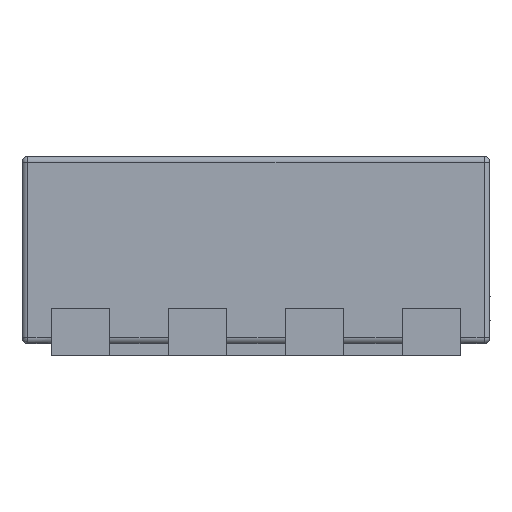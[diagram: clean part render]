
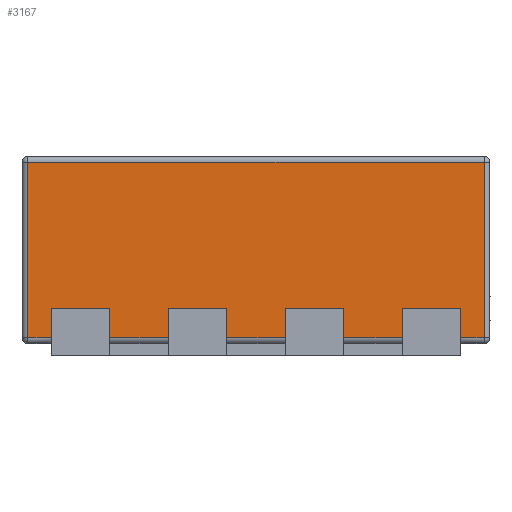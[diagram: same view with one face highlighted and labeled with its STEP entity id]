
A CAD part, front view. The second image highlights one B-rep face of the part: STEP entity #3167.
In plain terms, the highlighted planar face has unit normal (0, -1, 0).
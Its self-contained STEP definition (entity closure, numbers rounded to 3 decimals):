
#486=FACE_OUTER_BOUND('',#605,.T.);
#605=EDGE_LOOP('',(#2987,#2988,#2989,#2990,#2991,#2992,#2993,#2994,#2995,
#2996,#2997,#2998,#2999,#3000,#3001,#3002,#3003,#3004,#3005,#3006));
#696=LINE('',#5658,#939);
#730=LINE('',#5749,#973);
#732=LINE('',#5759,#975);
#758=LINE('',#5856,#1001);
#764=LINE('',#5884,#1007);
#765=LINE('',#5886,#1008);
#769=LINE('',#5903,#1012);
#771=LINE('',#5910,#1014);
#812=LINE('',#6011,#1055);
#813=LINE('',#6013,#1056);
#814=LINE('',#6014,#1057);
#822=LINE('',#6033,#1065);
#823=LINE('',#6035,#1066);
#824=LINE('',#6036,#1067);
#832=LINE('',#6055,#1075);
#833=LINE('',#6057,#1076);
#834=LINE('',#6058,#1077);
#842=LINE('',#6077,#1085);
#843=LINE('',#6079,#1086);
#844=LINE('',#6080,#1087);
#939=VECTOR('',#3499,10.);
#973=VECTOR('',#3559,10.);
#975=VECTOR('',#3569,10.);
#1001=VECTOR('',#3667,10.);
#1007=VECTOR('',#3707,10.);
#1008=VECTOR('',#3710,10.);
#1012=VECTOR('',#3734,10.);
#1014=VECTOR('',#3742,10.);
#1055=VECTOR('',#3855,10.);
#1056=VECTOR('',#3856,10.);
#1057=VECTOR('',#3857,10.);
#1065=VECTOR('',#3877,10.);
#1066=VECTOR('',#3878,10.);
#1067=VECTOR('',#3879,10.);
#1075=VECTOR('',#3899,10.);
#1076=VECTOR('',#3900,10.);
#1077=VECTOR('',#3901,10.);
#1085=VECTOR('',#3921,10.);
#1086=VECTOR('',#3922,10.);
#1087=VECTOR('',#3923,10.);
#1373=VERTEX_POINT('',#5655);
#1374=VERTEX_POINT('',#5657);
#1417=VERTEX_POINT('',#5746);
#1418=VERTEX_POINT('',#5748);
#1421=VERTEX_POINT('',#5756);
#1422=VERTEX_POINT('',#5758);
#1450=VERTEX_POINT('',#5827);
#1455=VERTEX_POINT('',#5845);
#1456=VERTEX_POINT('',#5850);
#1462=VERTEX_POINT('',#5879);
#1465=VERTEX_POINT('',#5901);
#1466=VERTEX_POINT('',#5906);
#1491=VERTEX_POINT('',#6010);
#1492=VERTEX_POINT('',#6012);
#1497=VERTEX_POINT('',#6032);
#1498=VERTEX_POINT('',#6034);
#1503=VERTEX_POINT('',#6054);
#1504=VERTEX_POINT('',#6056);
#1509=VERTEX_POINT('',#6076);
#1510=VERTEX_POINT('',#6078);
#1794=EDGE_CURVE('',#1373,#1374,#696,.T.);
#1839=EDGE_CURVE('',#1417,#1418,#730,.T.);
#1844=EDGE_CURVE('',#1421,#1422,#732,.T.);
#1895=EDGE_CURVE('',#1456,#1450,#758,.T.);
#1911=EDGE_CURVE('',#1455,#1462,#764,.T.);
#1912=EDGE_CURVE('',#1462,#1456,#765,.T.);
#1920=EDGE_CURVE('',#1465,#1455,#769,.T.);
#1924=EDGE_CURVE('',#1450,#1466,#771,.T.);
#1970=EDGE_CURVE('',#1491,#1466,#812,.T.);
#1971=EDGE_CURVE('',#1492,#1491,#813,.T.);
#1972=EDGE_CURVE('',#1373,#1492,#814,.T.);
#1981=EDGE_CURVE('',#1497,#1374,#822,.T.);
#1982=EDGE_CURVE('',#1498,#1497,#823,.T.);
#1983=EDGE_CURVE('',#1417,#1498,#824,.T.);
#1992=EDGE_CURVE('',#1503,#1418,#832,.T.);
#1993=EDGE_CURVE('',#1504,#1503,#833,.T.);
#1994=EDGE_CURVE('',#1421,#1504,#834,.T.);
#2003=EDGE_CURVE('',#1509,#1422,#842,.T.);
#2004=EDGE_CURVE('',#1510,#1509,#843,.T.);
#2005=EDGE_CURVE('',#1465,#1510,#844,.T.);
#2987=ORIENTED_EDGE('',*,*,#1794,.F.);
#2988=ORIENTED_EDGE('',*,*,#1972,.T.);
#2989=ORIENTED_EDGE('',*,*,#1971,.T.);
#2990=ORIENTED_EDGE('',*,*,#1970,.T.);
#2991=ORIENTED_EDGE('',*,*,#1924,.F.);
#2992=ORIENTED_EDGE('',*,*,#1895,.F.);
#2993=ORIENTED_EDGE('',*,*,#1912,.F.);
#2994=ORIENTED_EDGE('',*,*,#1911,.F.);
#2995=ORIENTED_EDGE('',*,*,#1920,.F.);
#2996=ORIENTED_EDGE('',*,*,#2005,.T.);
#2997=ORIENTED_EDGE('',*,*,#2004,.T.);
#2998=ORIENTED_EDGE('',*,*,#2003,.T.);
#2999=ORIENTED_EDGE('',*,*,#1844,.F.);
#3000=ORIENTED_EDGE('',*,*,#1994,.T.);
#3001=ORIENTED_EDGE('',*,*,#1993,.T.);
#3002=ORIENTED_EDGE('',*,*,#1992,.T.);
#3003=ORIENTED_EDGE('',*,*,#1839,.F.);
#3004=ORIENTED_EDGE('',*,*,#1983,.T.);
#3005=ORIENTED_EDGE('',*,*,#1982,.T.);
#3006=ORIENTED_EDGE('',*,*,#1981,.T.);
#3068=PLANE('',#3352);
#3167=ADVANCED_FACE('',(#486),#3068,.T.);
#3352=AXIS2_PLACEMENT_3D('',#6092,#3938,#3939);
#3499=DIRECTION('',(-1.,0.,0.));
#3559=DIRECTION('',(-1.,0.,0.));
#3569=DIRECTION('',(-1.,0.,0.));
#3667=DIRECTION('',(0.,0.,-1.));
#3707=DIRECTION('',(0.,0.,1.));
#3710=DIRECTION('',(1.,0.,0.));
#3734=DIRECTION('',(-1.,0.,0.));
#3742=DIRECTION('',(-1.,0.,0.));
#3855=DIRECTION('',(0.,0.,-1.));
#3856=DIRECTION('',(1.,0.,0.));
#3857=DIRECTION('',(0.,0.,1.));
#3877=DIRECTION('',(0.,0.,-1.));
#3878=DIRECTION('',(1.,0.,0.));
#3879=DIRECTION('',(0.,0.,1.));
#3899=DIRECTION('',(0.,0.,-1.));
#3900=DIRECTION('',(1.,0.,0.));
#3901=DIRECTION('',(0.,0.,1.));
#3921=DIRECTION('',(0.,0.,-1.));
#3922=DIRECTION('',(1.,0.,0.));
#3923=DIRECTION('',(0.,0.,1.));
#3938=DIRECTION('center_axis',(0.,-1.,0.));
#3939=DIRECTION('ref_axis',(1.,0.,0.));
#5655=CARTESIAN_POINT('',(0.625,-1.5,0.075));
#5657=CARTESIAN_POINT('',(0.375,-1.5,0.075));
#5658=CARTESIAN_POINT('',(-0.5,-1.5,0.075));
#5746=CARTESIAN_POINT('',(0.125,-1.5,0.075));
#5748=CARTESIAN_POINT('',(-0.125,-1.5,0.075));
#5749=CARTESIAN_POINT('',(-0.5,-1.5,0.075));
#5756=CARTESIAN_POINT('',(-0.375,-1.5,0.075));
#5758=CARTESIAN_POINT('',(-0.625,-1.5,0.075));
#5759=CARTESIAN_POINT('',(-0.5,-1.5,0.075));
#5827=CARTESIAN_POINT('',(0.975,-1.5,0.075));
#5845=CARTESIAN_POINT('',(-0.975,-1.5,0.075));
#5850=CARTESIAN_POINT('',(0.975,-1.5,0.825));
#5856=CARTESIAN_POINT('',(0.975,-1.5,0.05));
#5879=CARTESIAN_POINT('',(-0.975,-1.5,0.825));
#5884=CARTESIAN_POINT('',(-0.975,-1.5,0.05));
#5886=CARTESIAN_POINT('',(-0.5,-1.5,0.825));
#5901=CARTESIAN_POINT('',(-0.875,-1.5,0.075));
#5903=CARTESIAN_POINT('',(-0.5,-1.5,0.075));
#5906=CARTESIAN_POINT('',(0.875,-1.5,0.075));
#5910=CARTESIAN_POINT('',(-0.5,-1.5,0.075));
#6010=CARTESIAN_POINT('',(0.875,-1.5,0.2));
#6011=CARTESIAN_POINT('',(0.875,-1.5,0.));
#6012=CARTESIAN_POINT('',(0.625,-1.5,0.2));
#6013=CARTESIAN_POINT('',(0.875,-1.5,0.2));
#6014=CARTESIAN_POINT('',(0.625,-1.5,0.025));
#6032=CARTESIAN_POINT('',(0.375,-1.5,0.2));
#6033=CARTESIAN_POINT('',(0.375,-1.5,0.));
#6034=CARTESIAN_POINT('',(0.125,-1.5,0.2));
#6035=CARTESIAN_POINT('',(0.375,-1.5,0.2));
#6036=CARTESIAN_POINT('',(0.125,-1.5,0.025));
#6054=CARTESIAN_POINT('',(-0.125,-1.5,0.2));
#6055=CARTESIAN_POINT('',(-0.125,-1.5,0.));
#6056=CARTESIAN_POINT('',(-0.375,-1.5,0.2));
#6057=CARTESIAN_POINT('',(-0.125,-1.5,0.2));
#6058=CARTESIAN_POINT('',(-0.375,-1.5,0.025));
#6076=CARTESIAN_POINT('',(-0.625,-1.5,0.2));
#6077=CARTESIAN_POINT('',(-0.625,-1.5,0.));
#6078=CARTESIAN_POINT('',(-0.875,-1.5,0.2));
#6079=CARTESIAN_POINT('',(-0.625,-1.5,0.2));
#6080=CARTESIAN_POINT('',(-0.875,-1.5,0.025));
#6092=CARTESIAN_POINT('Origin',(-1.,-1.5,0.05));
